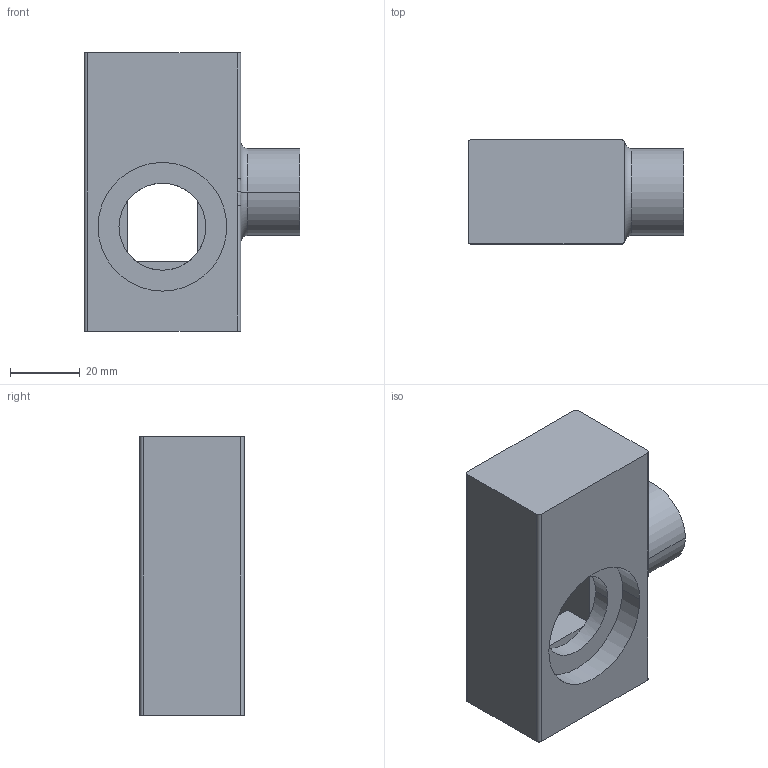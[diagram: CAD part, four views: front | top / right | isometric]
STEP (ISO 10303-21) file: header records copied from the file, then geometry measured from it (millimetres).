
FILE_DESCRIPTION((''),'2;1');
FILE_NAME('SHOULDER_2','2023-07-07T00:16:20',('Lenovo'),(''),'CREO PARAMETRIC BY PTC INC, 2022073','CREO PARAMETRIC BY PTC INC, 2022073','');
FILE_SCHEMA(('CONFIG_CONTROL_DESIGN'));
Length unit declared in the file: millimetre
Products named in the file (1): SHOULDER_2
Bounding box: 62 x 30 x 80 mm (x, y, z)
Volume: 89337.8 mm3; surface area: 18870.2 mm2
Topology: 1 solids, 1 shells, 65 faces, 148 edges, 94 vertices
Faces by surface type: plane 31, cylinder 28, bspline 4, torus 2
Entity records: 2028 total; most frequent: CARTESIAN_POINT 487, DIRECTION 330, ORIENTED_EDGE 296, EDGE_CURVE 148, AXIS2_PLACEMENT_3D 129, VERTEX_POINT 94, EDGE_LOOP 76, VECTOR 72
